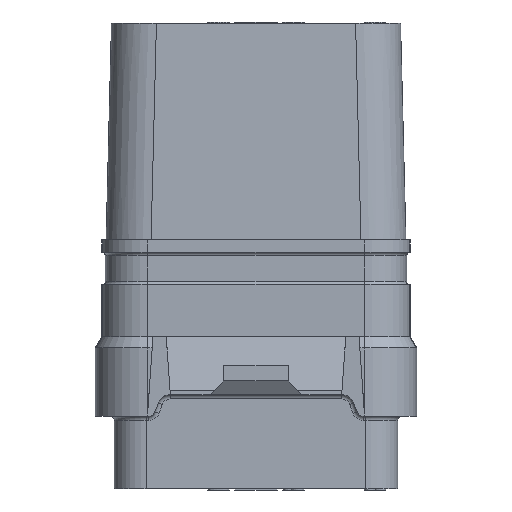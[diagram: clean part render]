
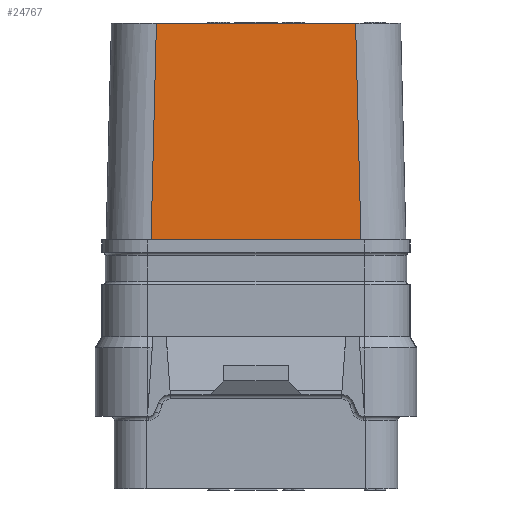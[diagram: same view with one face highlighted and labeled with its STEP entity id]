
A CAD part, front view. The second image highlights one B-rep face of the part: STEP entity #24767.
In plain terms, the highlighted planar face has unit normal (0, -1, 0.025).
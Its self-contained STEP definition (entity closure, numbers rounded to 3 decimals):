
#71=DIRECTION('',(1.,0.,0.));
#72=VECTOR('',#71,9.8);
#73=CARTESIAN_POINT('',(-4.9,-6.,0.));
#74=LINE('',#73,#72);
#163=DIRECTION('',(1.,0.,0.));
#164=VECTOR('',#163,9.3);
#165=CARTESIAN_POINT('',(-4.65,-5.75,10.12));
#166=LINE('',#165,#164);
#1363=DIRECTION('',(-0.025,0.025,0.999));
#1364=VECTOR('',#1363,10.126);
#1365=CARTESIAN_POINT('',(4.9,-6.,0.));
#1366=LINE('',#1365,#1364);
#1367=DIRECTION('',(0.025,0.025,0.999));
#1368=VECTOR('',#1367,10.126);
#1369=CARTESIAN_POINT('',(-4.9,-6.,0.));
#1370=LINE('',#1369,#1368);
#18669=CARTESIAN_POINT('',(-4.65,-5.75,10.12));
#18670=VERTEX_POINT('',#18669);
#18671=CARTESIAN_POINT('',(4.65,-5.75,10.12));
#18672=VERTEX_POINT('',#18671);
#18685=CARTESIAN_POINT('',(-4.9,-6.,0.));
#18686=VERTEX_POINT('',#18685);
#18687=CARTESIAN_POINT('',(4.9,-6.,0.));
#18688=VERTEX_POINT('',#18687);
#24755=CARTESIAN_POINT('',(0.,-5.875,5.06));
#24756=DIRECTION('',(0.,-1.,0.025));
#24757=DIRECTION('',(1.,0.,0.));
#24758=AXIS2_PLACEMENT_3D('',#24755,#24756,#24757);
#24759=PLANE('',#24758);
#24760=ORIENTED_EDGE('',*,*,#23880,.F.);
#24762=ORIENTED_EDGE('',*,*,#24761,.T.);
#24763=ORIENTED_EDGE('',*,*,#23985,.T.);
#24764=ORIENTED_EDGE('',*,*,#24748,.F.);
#24765=EDGE_LOOP('',(#24760,#24762,#24763,#24764));
#24766=FACE_OUTER_BOUND('',#24765,.F.);
#24767=ADVANCED_FACE('',(#24766),#24759,.T.);
#23880=EDGE_CURVE('',#18686,#18688,#74,.T.);
#23985=EDGE_CURVE('',#18670,#18672,#166,.T.);
#24748=EDGE_CURVE('',#18688,#18672,#1366,.T.);
#24761=EDGE_CURVE('',#18686,#18670,#1370,.T.);
